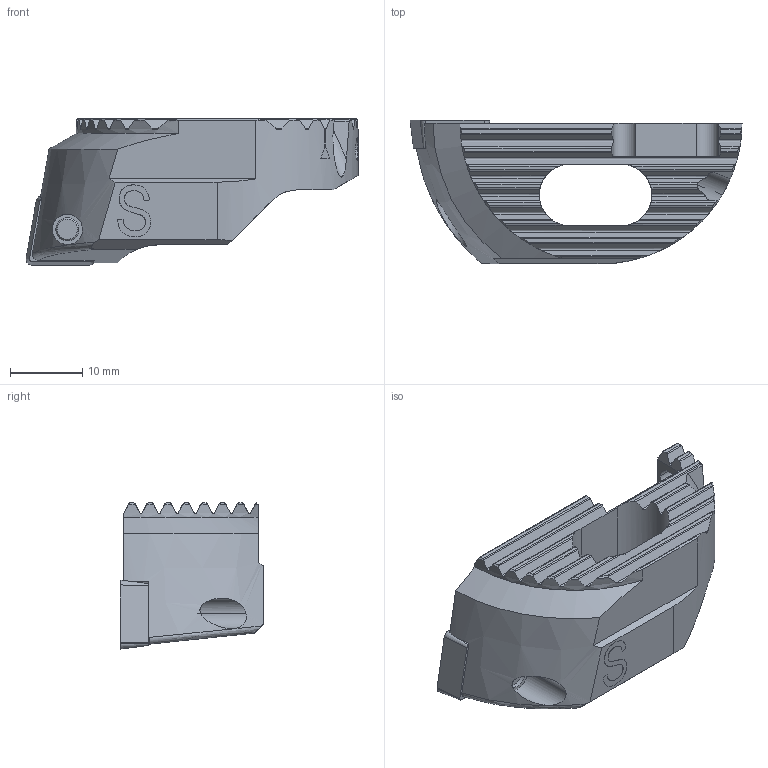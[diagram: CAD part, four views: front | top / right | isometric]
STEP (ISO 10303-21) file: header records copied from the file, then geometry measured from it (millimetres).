
FILE_DESCRIPTION(('no description'),'unknown implementation level');
FILE_NAME('4DC33BC4-12B3-4E59-ACD3-83114540669B_export.stp',' ',('CIMSOURCE GmbH'),('CADClick - KiM GmbH - www.kimweb.de'),'unknown preprocess','ACIS','unknown authorization');
FILE_SCHEMA(('automotive_design'));
Length unit declared in the file: millimetre
Products named in the file (3): 639.445 Kaiser 53-66 SW41 CC09 S|639.445 Kaiser 53-66 SW41 CC09 S;Marke; 639.445 Kaiser 53-66 SW41 CC09 S|654.952 Kaiser CCMT 09T308 K20C;Kombinieren1; 639.445 Kaiser 53-66 SW41 CC09 S|694.141 Kaiser ETL M4x9.2 T15 IP 10S;Kreismuster1
Bounding box: 45.92 x 19.87 x 20.2 mm (x, y, z)
Volume: 6817 mm3; surface area: 4419.5 mm2
Topology: 3 solids, 3 shells, 264 faces, 738 edges, 482 vertices
Faces by surface type: plane 97, cylinder 93, cone 35, bspline 29, torus 10
Entity records: 21050 total; most frequent: CARTESIAN_POINT 6224, STYLED_ITEM 1487, PRESENTATION_STYLE_ASSIGNMENT 1487, COLOUR_RGB 1487, ORIENTED_EDGE 1476, DIRECTION 1283, EDGE_CURVE 738, CURVE_STYLE 738
